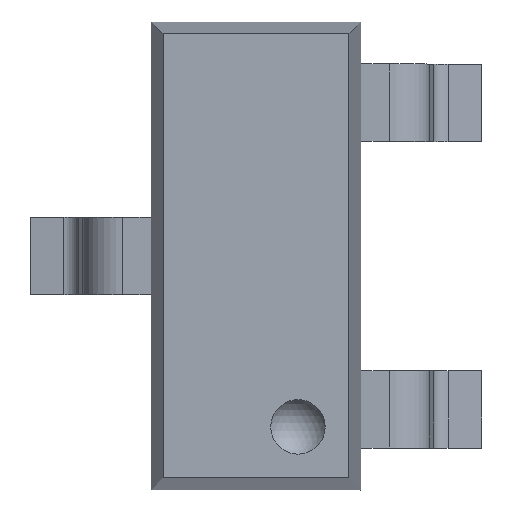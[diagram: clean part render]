
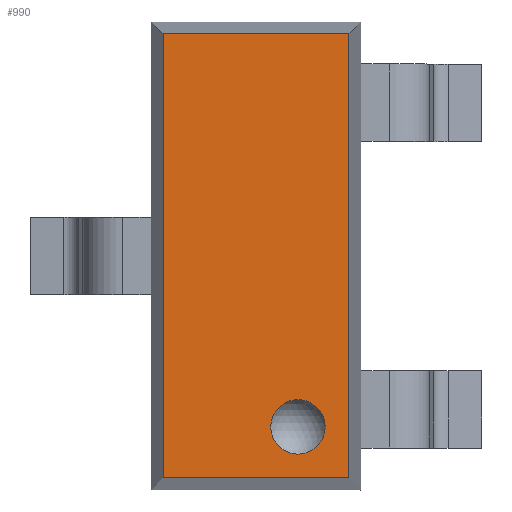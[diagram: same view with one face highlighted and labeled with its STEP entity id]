
A CAD part, top view. The second image highlights one B-rep face of the part: STEP entity #990.
In plain terms, the highlighted planar face has unit normal (0, 0, 1).
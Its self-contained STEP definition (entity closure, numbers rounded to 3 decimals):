
#30=FACE_BOUND('',#370,.T.);
#31=LINE('',#1440,#149);
#32=LINE('',#1442,#150);
#33=LINE('',#1444,#151);
#34=LINE('',#1445,#152);
#149=VECTOR('',#1154,1000.);
#150=VECTOR('',#1155,1000.);
#151=VECTOR('',#1156,1000.);
#152=VECTOR('',#1157,1000.);
#267=PLANE('',#1063);
#312=FACE_OUTER_BOUND('',#369,.T.);
#369=EDGE_LOOP('',(#684,#685,#686,#687));
#370=EDGE_LOOP('',(#688));
#426=CIRCLE('',#1062,0.169);
#451=VERTEX_POINT('',#1435);
#452=VERTEX_POINT('',#1438);
#453=VERTEX_POINT('',#1439);
#454=VERTEX_POINT('',#1441);
#455=VERTEX_POINT('',#1443);
#540=EDGE_CURVE('',#451,#451,#426,.T.);
#541=EDGE_CURVE('',#452,#453,#31,.T.);
#542=EDGE_CURVE('',#453,#454,#32,.T.);
#543=EDGE_CURVE('',#454,#455,#33,.T.);
#544=EDGE_CURVE('',#455,#452,#34,.T.);
#684=ORIENTED_EDGE('',*,*,#541,.T.);
#685=ORIENTED_EDGE('',*,*,#542,.T.);
#686=ORIENTED_EDGE('',*,*,#543,.T.);
#687=ORIENTED_EDGE('',*,*,#544,.T.);
#688=ORIENTED_EDGE('',*,*,#540,.F.);
#990=ADVANCED_FACE('',(#312,#30),#267,.F.);
#1062=AXIS2_PLACEMENT_3D('',#1436,#1150,#1151);
#1063=AXIS2_PLACEMENT_3D('',#1437,#1152,#1153);
#1150=DIRECTION('center_axis',(0.,0.,1.));
#1151=DIRECTION('ref_axis',(-1.,0.,0.));
#1152=DIRECTION('center_axis',(0.,0.,-1.));
#1153=DIRECTION('ref_axis',(-1.,0.,0.));
#1154=DIRECTION('',(0.,1.,0.));
#1155=DIRECTION('',(-1.,0.,0.));
#1156=DIRECTION('',(0.,-1.,0.));
#1157=DIRECTION('',(1.,0.,0.));
#1435=CARTESIAN_POINT('',(-1.06,-0.091,1.3));
#1436=CARTESIAN_POINT('Origin',(-1.06,-0.26,1.3));
#1437=CARTESIAN_POINT('Origin',(1.45,0.65,1.3));
#1438=CARTESIAN_POINT('',(1.376,-0.576,1.3));
#1439=CARTESIAN_POINT('',(1.376,0.576,1.3));
#1440=CARTESIAN_POINT('',(1.376,0.65,1.3));
#1441=CARTESIAN_POINT('',(-1.376,0.576,1.3));
#1442=CARTESIAN_POINT('',(1.45,0.576,1.3));
#1443=CARTESIAN_POINT('',(-1.376,-0.576,1.3));
#1444=CARTESIAN_POINT('',(-1.376,0.65,1.3));
#1445=CARTESIAN_POINT('',(1.45,-0.576,1.3));
